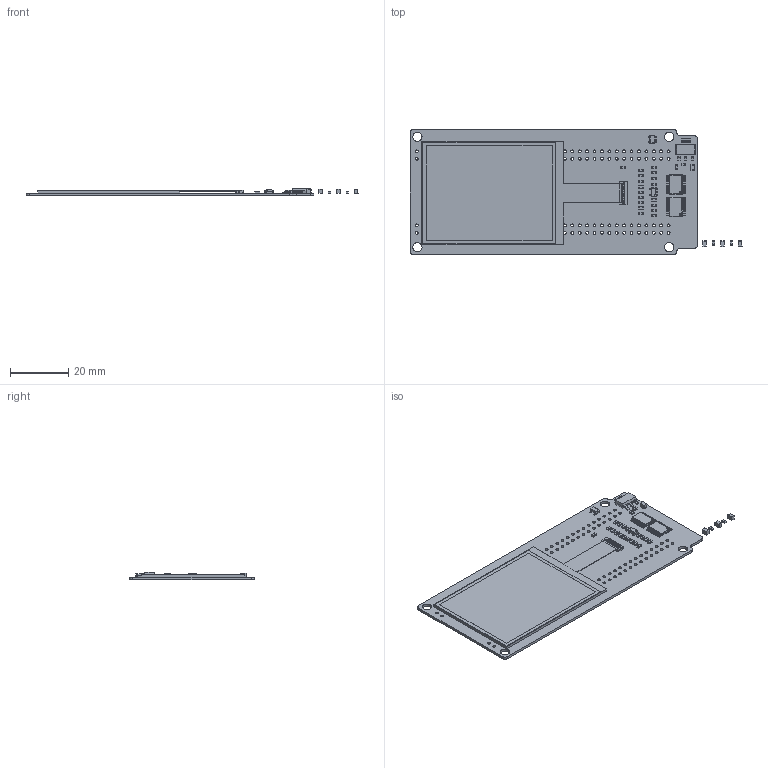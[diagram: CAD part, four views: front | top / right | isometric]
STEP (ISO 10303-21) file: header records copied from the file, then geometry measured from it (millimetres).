
FILE_DESCRIPTION(('Open CASCADE Model'),'2;1');
FILE_NAME('Open CASCADE Shape Model','2023-02-13T20:42:46',('Author'),( 'Open CASCADE'),'Open CASCADE STEP processor 6.8','Open CASCADE 6.8' ,'Unknown');
FILE_SCHEMA(('AUTOMOTIVE_DESIGN { 1 0 10303 214 1 1 1 1 }'));
Length unit declared in the file: millimetre
Products named in the file (71): PCB; BoardNRV-MEM-LCD; Open CASCADE STEP translator 6.8 3.1.1; U6NRV-MEM-LCD; ct-sot-23-5; R21NRV-MEM-LCD; 6730796496; Mid_Body; Terminal; Open_CASCADE_STEP_translator_6.8_29.2.1; Mark; R20NRV-MEM-LCD; C4NRV-MEM-LCD; 0805_1.45mm; C3NRV-MEM-LCD; C1NRV-MEM-LCD; U4NRV-MEM-LCD; sot223; R22NRV-MEM-LCD; 4498951040; R9NRV-MEM-LCD; 6730800256; R1NRV-MEM-LCD; 6730799536; C2NRV-MEM-LCD; R19NRV-MEM-LCD; R18NRV-MEM-LCD; 6730797616; U5NRV-MEM-LCD; display; U2NRV-MEM-LCD; 6730795296; Open_CASCADE_STEP_translator_6.8_1.1; Body; Open_CASCADE_STEP_translator_6.8_1.2.1; Leader; U1NRV-MEM-LCD; J3NRV-MEM-LCD; 5035662102; U3NRV-MEM-LCD ...
Assembly tree (116 placements, depth 5):
  PCB
    BoardNRV-MEM-LCD
      Open CASCADE STEP translator 6.8 3.1.1
    U6NRV-MEM-LCD
      ct-sot-23-5
    R21NRV-MEM-LCD
      6730796496
        Mid_Body
        Terminal  x2
          Open_CASCADE_STEP_translator_6.8_29.2.1
        Mark
    R20NRV-MEM-LCD
      6730796496
        Mid_Body
        Terminal  x2
          Open_CASCADE_STEP_translator_6.8_29.2.1
        Mark
    C4NRV-MEM-LCD
      0805_1.45mm
    C3NRV-MEM-LCD
      0805_1.45mm
    C1NRV-MEM-LCD
      0805_1.45mm
    U4NRV-MEM-LCD
      sot223
    R22NRV-MEM-LCD
      4498951040
        Mid_Body
        Terminal  x2
          Open_CASCADE_STEP_translator_6.8_29.2.1
        Mark
    R9NRV-MEM-LCD
      6730800256
        Mid_Body
        Terminal  x2
          Open_CASCADE_STEP_translator_6.8_29.2.1
        Mark
    R1NRV-MEM-LCD
      6730799536
        Mid_Body
        Terminal  x2
          Open_CASCADE_STEP_translator_6.8_29.2.1
        Mark
    C2NRV-MEM-LCD
      0805_1.45mm
    R19NRV-MEM-LCD
      6730799536
        Mid_Body
        Terminal  x2
          Open_CASCADE_STEP_translator_6.8_29.2.1
        Mark
    R18NRV-MEM-LCD
      6730797616
        Mid_Body
        Terminal  x2
          Open_CASCADE_STEP_translator_6.8_29.2.1
        Mark
    U5NRV-MEM-LCD
      display
    U2NRV-MEM-LCD
Bounding box: 113.84 x 42.95 x 2.65 mm (x, y, z)
Volume: 5453.2 mm3; surface area: 13471.3 mm2
Topology: 140 solids, 142 shells, 3770 faces, 9450 edges, 6009 vertices
Faces by surface type: plane 3138, cylinder 596, sphere 20, bspline 16
Full cylindrical faces by diameter (mm): 0.562 x2, 0.966 x140, 3.174 x4
Entity records: 70871 total; most frequent: CARTESIAN_POINT 12841, ORIENTED_EDGE 11845, DIRECTION 11095, EDGE_CURVE 5923, LINE 5149, VECTOR 5149, VERTEX_POINT 3904, AXIS2_PLACEMENT_3D 2973
